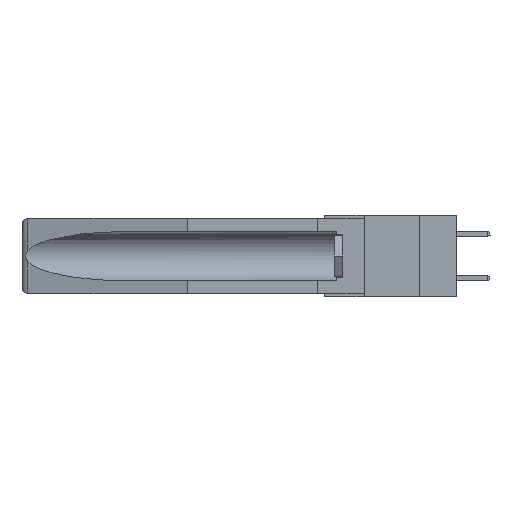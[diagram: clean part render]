
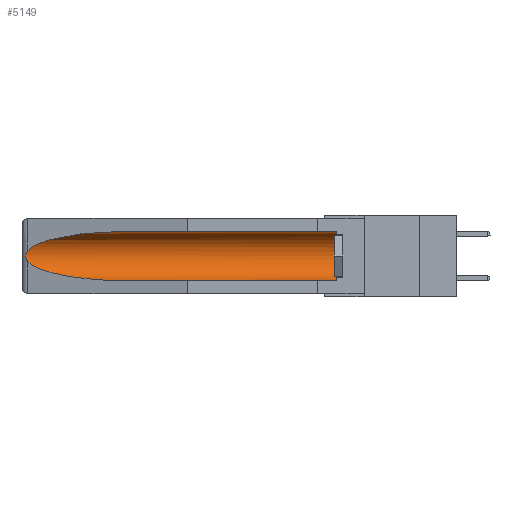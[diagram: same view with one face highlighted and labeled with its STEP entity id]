
A CAD part, left-side view. The second image highlights one B-rep face of the part: STEP entity #5149.
In plain terms, the highlighted cylindrical face has radius 2.857 mm (diameter 5.715 mm), a partial arc.
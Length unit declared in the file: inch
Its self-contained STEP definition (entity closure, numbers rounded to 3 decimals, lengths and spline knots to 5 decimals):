
#168 = ORIENTED_EDGE ( 'NONE', *, *, #22048, .T. ) ;
#596 = LINE ( 'NONE', #11892, #26847 ) ;
#879 = CYLINDRICAL_SURFACE ( 'NONE', #11754, 0.1125 ) ;
#1680 = CARTESIAN_POINT ( 'NONE',  ( 0.2675, 1.53308, -0.17534 ) ) ;
#2323 = ORIENTED_EDGE ( 'NONE', *, *, #9263, .T. ) ;
#3823 = CARTESIAN_POINT ( 'NONE',  ( 0.2675, 1.53308, -0.16763 ) ) ;
#3937 = CARTESIAN_POINT ( 'NONE',  ( 0.21114, 1.30732, -0.284 ) ) ;
#4130 = CARTESIAN_POINT ( 'NONE',  ( 0.26537, 1.52718, -0.19328 ) ) ;
#5149 = ADVANCED_FACE ( 'NONE', ( #21697 ), #879, .F. ) ;
#5341 = CARTESIAN_POINT ( 'NONE',  ( 0.25451, 1.48313, -0.09465 ) ) ;
#5482 = VECTOR ( 'NONE', #14638, 39.37008 ) ;
#5543 = VERTEX_POINT ( 'NONE', #22721 ) ;
#6884 = CIRCLE ( 'NONE', #8881, 0.1125 ) ;
#6991 = CARTESIAN_POINT ( 'NONE',  ( 0.155, 0.126, -0.284 ) ) ;
#7214 = CARTESIAN_POINT ( 'NONE',  ( 0.155, -0.30754, -0.059 ) ) ;
#7358 = ORIENTED_EDGE ( 'NONE', *, *, #27753, .T. ) ;
#7529 = B_SPLINE_CURVE_WITH_KNOTS ( 'NONE', 3,
 ( #26245, #16190, #26045, #28816, #3823, #1680, #21414, #30875, #18911, #4130 ),
 .UNSPECIFIED., .F., .F.,
 ( 4, 2, 2, 2, 4 ),
 ( 0., 0.00029, 0.00058, 0.00087, 0.00117 ),
 .UNSPECIFIED. ) ;
#8567 = DIRECTION ( 'NONE',  ( 0., 0., 1. ) ) ;
#8881 = AXIS2_PLACEMENT_3D ( 'NONE', #23453, #11014, #8567 ) ;
#8975 = EDGE_CURVE ( 'NONE', #30868, #29822, #596, .T. ) ;
#9263 = EDGE_CURVE ( 'NONE', #17839, #16943, #7529, .T. ) ;
#9325 = DIRECTION ( 'NONE',  ( 0., 1., 0. ) ) ;
#10158 = CARTESIAN_POINT ( 'NONE',  ( 0.155, 1.07973, -0.059 ) ) ;
#10588 = VERTEX_POINT ( 'NONE', #23346 ) ;
#11014 = DIRECTION ( 'NONE',  ( 0., -1., 0. ) ) ;
#11192 = CARTESIAN_POINT ( 'NONE',  ( 0.155, 1.07973, -0.284 ) ) ;
#11274 = DIRECTION ( 'NONE',  ( 0., 0., 1. ) ) ;
#11754 = AXIS2_PLACEMENT_3D ( 'NONE', #15942, #28253, #11274 ) ;
#11892 = CARTESIAN_POINT ( 'NONE',  ( 0.155, -0.30754, -0.284 ) ) ;
#13519 = ORIENTED_EDGE ( 'NONE', *, *, #20878, .T. ) ;
#13575 = ORIENTED_EDGE ( 'NONE', *, *, #8975, .F. ) ;
#14638 = DIRECTION ( 'NONE',  ( 0., 1., 0. ) ) ;
#15942 = CARTESIAN_POINT ( 'NONE',  ( 0.155, -0.30754, -0.1715 ) ) ;
#16190 = CARTESIAN_POINT ( 'NONE',  ( 0.26597, 1.52961, -0.15275 ) ) ;
#16943 = VERTEX_POINT ( 'NONE', #20715 ) ;
#17416 = ORIENTED_EDGE ( 'NONE', *, *, #18125, .T. ) ;
#17839 = VERTEX_POINT ( 'NONE', #24361 ) ;
#18125 = EDGE_CURVE ( 'NONE', #10588, #5543, #28629, .T. ) ;
#18911 = CARTESIAN_POINT ( 'NONE',  ( 0.26597, 1.5296, -0.19026 ) ) ;
#20715 = CARTESIAN_POINT ( 'NONE',  ( 0.26537, 1.52718, -0.19328 ) ) ;
#20878 = EDGE_CURVE ( 'NONE', #30868, #10588, #6884, .T. ) ;
#21196 = CARTESIAN_POINT ( 'NONE',  ( 0.26537, 1.52718, -0.19328 ) ) ;
#21414 = CARTESIAN_POINT ( 'NONE',  ( 0.2673, 1.53269, -0.17917 ) ) ;
#21697 = FACE_OUTER_BOUND ( 'NONE', #25182, .T. ) ;
#22048 = EDGE_CURVE ( 'NONE', #5543, #17839, #28502, .T. ) ;
#22721 = CARTESIAN_POINT ( 'NONE',  ( 0.155, 1.07973, -0.059 ) ) ;
#23346 = CARTESIAN_POINT ( 'NONE',  ( 0.155, 0.126, -0.059 ) ) ;
#23453 = CARTESIAN_POINT ( 'NONE',  ( 0.155, 0.126, -0.1715 ) ) ;
#24361 = CARTESIAN_POINT ( 'NONE',  ( 0.26537, 1.52718, -0.14972 ) ) ;
#25039 = CARTESIAN_POINT ( 'NONE',  ( 0.155, 1.07973, -0.284 ) ) ;
#25182 = EDGE_LOOP ( 'NONE', ( #168, #2323, #7358, #13575, #13519, #17416 ) ) ;
#26045 = CARTESIAN_POINT ( 'NONE',  ( 0.26654, 1.53092, -0.15636 ) ) ;
#26245 = CARTESIAN_POINT ( 'NONE',  ( 0.26537, 1.52718, -0.14972 ) ) ;
#26847 = VECTOR ( 'NONE', #9325, 39.37008 ) ;
#27120 =( BOUNDED_CURVE ( )  B_SPLINE_CURVE ( 3, ( #21196, #29587, #3937, #25039 ),
 .UNSPECIFIED., .F., .F. ) 
 B_SPLINE_CURVE_WITH_KNOTS ( ( 4, 4 ),
 ( 0.1948, 1.5708 ),
 .UNSPECIFIED. ) 
 CURVE ( )  GEOMETRIC_REPRESENTATION_ITEM ( )  RATIONAL_B_SPLINE_CURVE ( ( 1., 0.848, 0.848, 1. ) ) 
 REPRESENTATION_ITEM ( '' )  );
#27753 = EDGE_CURVE ( 'NONE', #16943, #29822, #27120, .T. ) ;
#28253 = DIRECTION ( 'NONE',  ( 0., 1., 0. ) ) ;
#28502 =( BOUNDED_CURVE ( )  B_SPLINE_CURVE ( 3, ( #10158, #29813, #5341, #29914 ),
 .UNSPECIFIED., .F., .T. ) 
 B_SPLINE_CURVE_WITH_KNOTS ( ( 4, 4 ),
 ( 4.71239, 6.08839 ),
 .UNSPECIFIED. ) 
 CURVE ( )  GEOMETRIC_REPRESENTATION_ITEM ( )  RATIONAL_B_SPLINE_CURVE ( ( 1., 0.848, 0.848, 1. ) ) 
 REPRESENTATION_ITEM ( '' )  );
#28629 = LINE ( 'NONE', #7214, #5482 ) ;
#28816 = CARTESIAN_POINT ( 'NONE',  ( 0.2673, 1.5327, -0.16383 ) ) ;
#29587 = CARTESIAN_POINT ( 'NONE',  ( 0.25451, 1.48313, -0.24835 ) ) ;
#29813 = CARTESIAN_POINT ( 'NONE',  ( 0.21114, 1.30732, -0.059 ) ) ;
#29822 = VERTEX_POINT ( 'NONE', #11192 ) ;
#29914 = CARTESIAN_POINT ( 'NONE',  ( 0.26537, 1.52718, -0.14972 ) ) ;
#30868 = VERTEX_POINT ( 'NONE', #6991 ) ;
#30875 = CARTESIAN_POINT ( 'NONE',  ( 0.26655, 1.53094, -0.18657 ) ) ;
